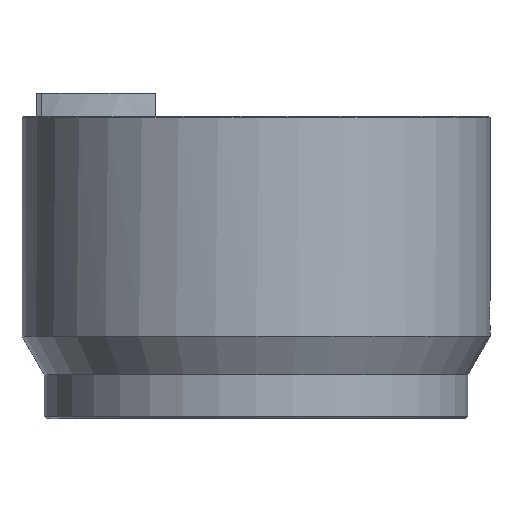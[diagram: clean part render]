
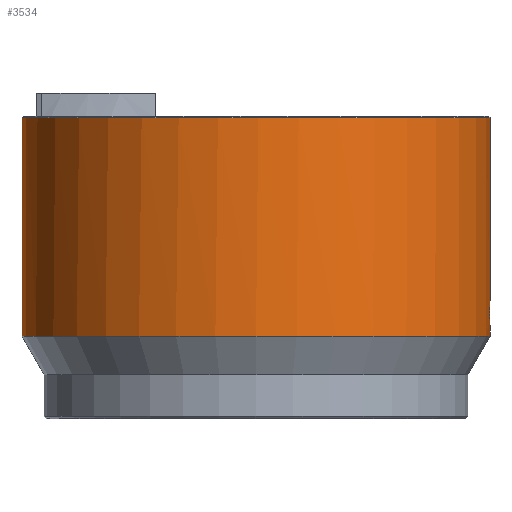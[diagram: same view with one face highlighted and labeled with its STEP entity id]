
A CAD part, front view. The second image highlights one B-rep face of the part: STEP entity #3534.
In plain terms, the highlighted cylindrical face has radius 42.5 mm (diameter 85 mm), a full revolution.
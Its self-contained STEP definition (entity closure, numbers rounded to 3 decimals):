
#79=CIRCLE('',#3605,42.5);
#172=CIRCLE('',#3795,42.5);
#176=CIRCLE('',#3803,42.5);
#220=CYLINDRICAL_SURFACE('',#3802,42.5);
#299=B_SPLINE_CURVE_WITH_KNOTS('',3,(#5532,#5533,#5534,#5535,#5536,#5537,
#5538,#5539,#5540,#5541,#5542,#5543,#5544,#5545,#5546,#5547,#5548,#5549,
#5550,#5551,#5552),.UNSPECIFIED.,.T.,.F.,(1,1,1,1,1,1,1,1,1,1,1,1,1,1,1,
1,1,1,1,1,1,1,1,1,1),(-0.177,-0.12,-0.06,
0.,0.005,0.065,0.127,0.189,
0.251,0.313,0.375,0.437,
0.5,0.542,0.598,0.653,
0.71,0.766,0.823,0.88,
0.94,1.,1.005,1.065,1.127),
 .UNSPECIFIED.);
#776=ORIENTED_EDGE('',*,*,#1273,.T.);
#777=ORIENTED_EDGE('',*,*,#1274,.F.);
#778=ORIENTED_EDGE('',*,*,#1030,.T.);
#779=ORIENTED_EDGE('',*,*,#1275,.T.);
#780=ORIENTED_EDGE('',*,*,#1261,.F.);
#781=ORIENTED_EDGE('',*,*,#1276,.T.);
#1030=EDGE_CURVE('',#1375,#1374,#79,.T.);
#1261=EDGE_CURVE('',#1547,#1547,#172,.F.);
#1273=EDGE_CURVE('',#1555,#1556,#176,.F.);
#1274=EDGE_CURVE('',#1375,#1556,#1694,.T.);
#1275=EDGE_CURVE('',#1374,#1555,#1695,.T.);
#1276=EDGE_CURVE('',#1557,#1557,#299,.T.);
#1374=VERTEX_POINT('',#4665);
#1375=VERTEX_POINT('',#4667);
#1547=VERTEX_POINT('',#5490);
#1555=VERTEX_POINT('',#5528);
#1556=VERTEX_POINT('',#5529);
#1557=VERTEX_POINT('',#5553);
#1694=LINE('',#5530,#1840);
#1695=LINE('',#5531,#1841);
#1840=VECTOR('',#4408,1000.);
#1841=VECTOR('',#4409,1000.);
#2031=EDGE_LOOP('',(#776,#777,#778,#779));
#2032=EDGE_LOOP('',(#780));
#2033=EDGE_LOOP('',(#781));
#2234=FACE_BOUND('',#2031,.T.);
#2235=FACE_BOUND('',#2032,.T.);
#2236=FACE_BOUND('',#2033,.T.);
#3534=ADVANCED_FACE('',(#2234,#2235,#2236),#220,.T.);
#3605=AXIS2_PLACEMENT_3D('',#4666,#3917,#3918);
#3795=AXIS2_PLACEMENT_3D('',#5489,#4385,#4386);
#3802=AXIS2_PLACEMENT_3D('',#5526,#4404,#4405);
#3803=AXIS2_PLACEMENT_3D('',#5527,#4406,#4407);
#3917=DIRECTION('',(0.,0.,-1.));
#3918=DIRECTION('',(1.,0.,0.));
#4385=DIRECTION('',(0.,0.,1.));
#4386=DIRECTION('',(1.,0.,0.));
#4404=DIRECTION('',(0.,0.,1.));
#4405=DIRECTION('',(1.,0.,0.));
#4406=DIRECTION('',(0.,0.,1.));
#4407=DIRECTION('',(1.,0.,0.));
#4408=DIRECTION('',(0.,0.,1.));
#4409=DIRECTION('',(0.,0.,1.));
#4665=CARTESIAN_POINT('',(-25.313,34.139,52.95));
#4666=CARTESIAN_POINT('',(0.,0.,52.95));
#4667=CARTESIAN_POINT('',(-33.196,26.539,52.95));
#5489=CARTESIAN_POINT('',(0.,0.,18.));
#5490=CARTESIAN_POINT('',(42.5,0.,18.));
#5526=CARTESIAN_POINT('',(0.,0.,59.2));
#5527=CARTESIAN_POINT('',(0.,0.,57.7));
#5528=CARTESIAN_POINT('',(-25.313,34.139,57.7));
#5529=CARTESIAN_POINT('',(-33.196,26.539,57.7));
#5530=CARTESIAN_POINT('',(-33.196,26.539,52.95));
#5531=CARTESIAN_POINT('',(-25.313,34.139,52.106));
#5532=CARTESIAN_POINT('',(42.493,0.899,20.208));
#5533=CARTESIAN_POINT('',(42.5,0.335,20.014));
#5534=CARTESIAN_POINT('',(42.5,-0.248,19.931));
#5535=CARTESIAN_POINT('',(42.494,-0.854,19.973));
#5536=CARTESIAN_POINT('',(42.47,-1.655,20.347));
#5537=CARTESIAN_POINT('',(42.441,-2.248,21.01));
#5538=CARTESIAN_POINT('',(42.423,-2.559,21.851));
#5539=CARTESIAN_POINT('',(42.426,-2.514,22.741));
#5540=CARTESIAN_POINT('',(42.447,-2.145,23.557));
#5541=CARTESIAN_POINT('',(42.476,-1.49,24.158));
#5542=CARTESIAN_POINT('',(42.496,-0.733,24.448));
#5543=CARTESIAN_POINT('',(42.502,0.027,24.463));
#5544=CARTESIAN_POINT('',(42.495,0.746,24.263));
#5545=CARTESIAN_POINT('',(42.479,1.371,23.794));
#5546=CARTESIAN_POINT('',(42.461,1.841,23.11));
#5547=CARTESIAN_POINT('',(42.452,2.013,22.337));
#5548=CARTESIAN_POINT('',(42.457,1.921,21.503));
#5549=CARTESIAN_POINT('',(42.473,1.538,20.792));
#5550=CARTESIAN_POINT('',(42.493,0.899,20.208));
#5551=CARTESIAN_POINT('',(42.5,0.335,20.014));
#5552=CARTESIAN_POINT('',(42.5,-0.248,19.931));
#5553=CARTESIAN_POINT('',(42.5,0.081,19.978));
